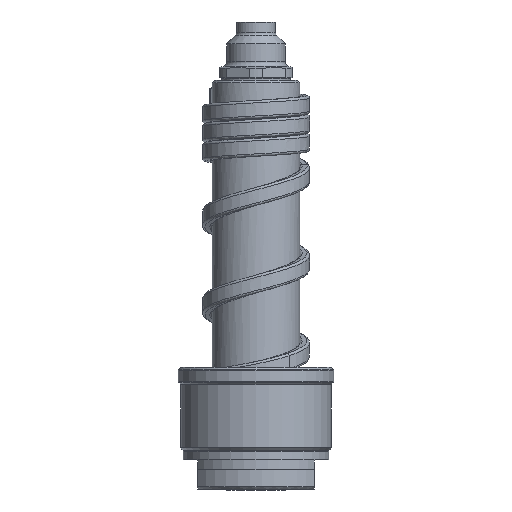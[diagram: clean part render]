
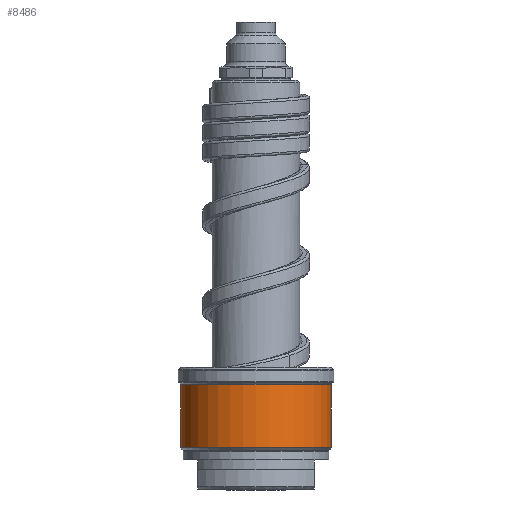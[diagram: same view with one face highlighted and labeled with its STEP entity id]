
A CAD part, front view. The second image highlights one B-rep face of the part: STEP entity #8486.
In plain terms, the highlighted cylindrical face has radius 15.5 mm (diameter 31 mm), a partial arc.
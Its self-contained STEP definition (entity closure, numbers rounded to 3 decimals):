
#1466=CARTESIAN_POINT('',(0.,0.,8.583));
#1467=DIRECTION('',(0.,0.,1.));
#1468=DIRECTION('',(-1.,0.,0.));
#1469=AXIS2_PLACEMENT_3D('',#1466,#1467,#1468);
#1471=DIRECTION('',(0.,0.,-1.));
#1472=VECTOR('',#1471,12.835);
#1473=CARTESIAN_POINT('',(-15.5,0.,21.417));
#1474=LINE('',#1473,#1472);
#1475=CARTESIAN_POINT('',(0.,0.,21.417));
#1476=DIRECTION('',(0.,0.,1.));
#1477=DIRECTION('',(-1.,0.,0.));
#1478=AXIS2_PLACEMENT_3D('',#1475,#1476,#1477);
#1480=DIRECTION('',(0.,0.,-1.));
#1481=VECTOR('',#1480,12.835);
#1482=CARTESIAN_POINT('',(15.5,0.,21.417));
#1483=LINE('',#1482,#1481);
#6081=CARTESIAN_POINT('',(15.5,0.,21.417));
#6082=CARTESIAN_POINT('',(-15.5,0.,21.417));
#6083=VERTEX_POINT('',#6081);
#6084=VERTEX_POINT('',#6082);
#6107=CARTESIAN_POINT('',(15.5,0.,8.583));
#6108=VERTEX_POINT('',#6107);
#6109=CARTESIAN_POINT('',(-15.5,0.,8.583));
#6110=VERTEX_POINT('',#6109);
#8474=CARTESIAN_POINT('',(0.,0.,7.15));
#8475=DIRECTION('',(0.,0.,1.));
#8476=DIRECTION('',(-1.,0.,0.));
#8477=AXIS2_PLACEMENT_3D('',#8474,#8475,#8476);
#8478=CYLINDRICAL_SURFACE('',#8477,15.5);
#8479=ORIENTED_EDGE('',*,*,#8446,.F.);
#8480=ORIENTED_EDGE('',*,*,#8464,.F.);
#8482=ORIENTED_EDGE('',*,*,#8481,.T.);
#8483=ORIENTED_EDGE('',*,*,#8460,.T.);
#8484=EDGE_LOOP('',(#8479,#8480,#8482,#8483));
#8485=FACE_OUTER_BOUND('',#8484,.F.);
#1470=CIRCLE('',#1469,15.5);
#1479=CIRCLE('',#1478,15.5);
#8446=EDGE_CURVE('',#6110,#6108,#1470,.T.);
#8460=EDGE_CURVE('',#6083,#6108,#1483,.T.);
#8464=EDGE_CURVE('',#6084,#6110,#1474,.T.);
#8481=EDGE_CURVE('',#6084,#6083,#1479,.T.);
#8486=ADVANCED_FACE('',(#8485),#8478,.T.);
